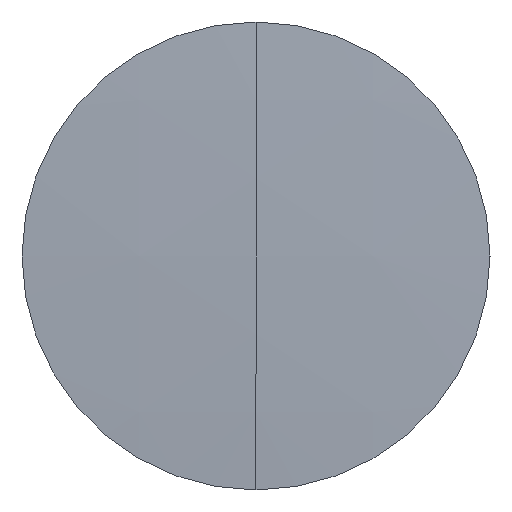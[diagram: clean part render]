
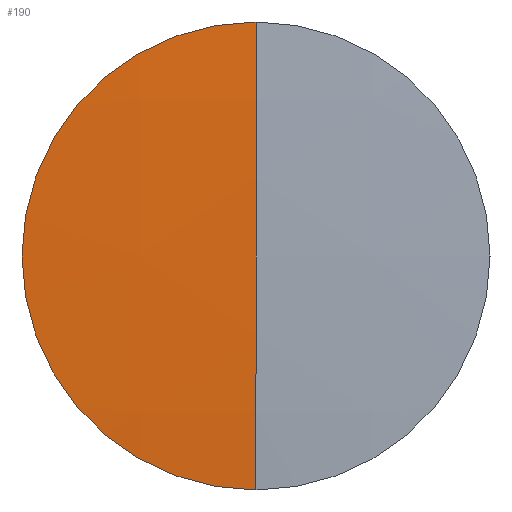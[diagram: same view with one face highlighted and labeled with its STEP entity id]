
A CAD part, left-side view. The second image highlights one B-rep face of the part: STEP entity #190.
In plain terms, the highlighted spherical face has radius 245.64 mm.
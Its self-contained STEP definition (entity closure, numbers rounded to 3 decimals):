
#2 = CARTESIAN_POINT ( 'NONE',  ( 420.11, 0., 0. ) ) ;
#3 = VERTEX_POINT ( 'NONE', #94 ) ;
#26 = EDGE_CURVE ( 'NONE', #3, #102, #48, .T. ) ;
#29 = FACE_OUTER_BOUND ( 'NONE', #158, .T. ) ;
#34 = AXIS2_PLACEMENT_3D ( 'NONE', #213, #163, #185 ) ;
#44 = DIRECTION ( 'NONE',  ( 0., 0., 1. ) ) ;
#48 = CIRCLE ( 'NONE', #222, 12.5 ) ;
#84 = CARTESIAN_POINT ( 'NONE',  ( 174.788, 0., -12.5 ) ) ;
#90 = CARTESIAN_POINT ( 'NONE',  ( 174.788, 0., 0. ) ) ;
#91 = DIRECTION ( 'NONE',  ( -1., 0., 0. ) ) ;
#94 = CARTESIAN_POINT ( 'NONE',  ( 174.788, 0., 12.5 ) ) ;
#96 = DIRECTION ( 'NONE',  ( 0., 0., 1. ) ) ;
#102 = VERTEX_POINT ( 'NONE', #84 ) ;
#104 = CARTESIAN_POINT ( 'NONE',  ( 174.47, 0., 0. ) ) ;
#121 = SPHERICAL_SURFACE ( 'NONE', #314, 245.64 ) ;
#158 = EDGE_LOOP ( 'NONE', ( #165, #319, #174 ) ) ;
#163 = DIRECTION ( 'NONE',  ( 0., -1., 0. ) ) ;
#165 = ORIENTED_EDGE ( 'NONE', *, *, #26, .T. ) ;
#174 = ORIENTED_EDGE ( 'NONE', *, *, #308, .F. ) ;
#185 = DIRECTION ( 'NONE',  ( 0., 0., -1. ) ) ;
#190 = ADVANCED_FACE ( 'NONE', ( #29 ), #121, .T. ) ;
#193 = DIRECTION ( 'NONE',  ( 0., 1., 0. ) ) ;
#213 = CARTESIAN_POINT ( 'NONE',  ( 420.11, 0., 0. ) ) ;
#222 = AXIS2_PLACEMENT_3D ( 'NONE', #90, #91, #313 ) ;
#256 = CIRCLE ( 'NONE', #34, 245.64 ) ;
#257 = DIRECTION ( 'NONE',  ( 0., 1., 0. ) ) ;
#264 = CIRCLE ( 'NONE', #269, 245.64 ) ;
#269 = AXIS2_PLACEMENT_3D ( 'NONE', #2, #257, #44 ) ;
#298 = EDGE_CURVE ( 'NONE', #102, #328, #264, .T. ) ;
#308 = EDGE_CURVE ( 'NONE', #3, #328, #256, .T. ) ;
#313 = DIRECTION ( 'NONE',  ( 0., 0., 1. ) ) ;
#314 = AXIS2_PLACEMENT_3D ( 'NONE', #318, #193, #96 ) ;
#318 = CARTESIAN_POINT ( 'NONE',  ( 420.11, 0., 0. ) ) ;
#319 = ORIENTED_EDGE ( 'NONE', *, *, #298, .T. ) ;
#328 = VERTEX_POINT ( 'NONE', #104 ) ;
